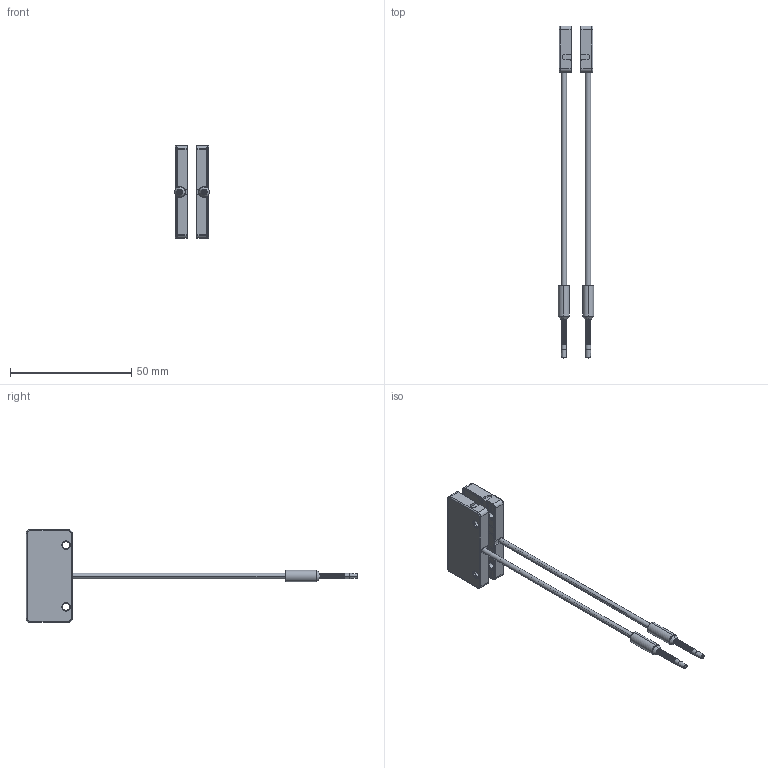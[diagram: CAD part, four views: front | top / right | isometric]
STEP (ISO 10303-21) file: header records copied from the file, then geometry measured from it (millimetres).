
FILE_DESCRIPTION((''),'2;1');
FILE_NAME('193378_ASM','2016-03-02T',('pdmadmin'),(''),'PRO/ENGINEER BY PARAMETRIC TECHNOLOGY CORPORATION, 2013230','PRO/ENGINEER BY PARAMETRIC TECHNOLOGY CORPORATION, 2013230','');
FILE_SCHEMA(('CONFIG_CONTROL_DESIGN'));
Products named in the file (8): 58157_AF0; 58160_AF0; 10143; FIBER_CORE_010_0-25; 112649; 94056_ASM; 94056_POTTING; 193378_ASM
Assembly tree (41 placements, depth 3):
  193378_ASM
    94056_ASM
      58157_AF0
      58160_AF0
      10143  x2
      FIBER_CORE_010_0-25  x32
      112649  x2
    94056_POTTING  x2
Bounding box: 14.6 x 136.68 x 38.1 mm (x, y, z)
Volume: 8934.3 mm3; surface area: 14524.1 mm2
Topology: 54 solids, 54 shells, 1671 faces, 4143 edges, 2628 vertices
Faces by surface type: plane 727, cylinder 462, cone 292, torus 182, bspline 6, sphere 2
Entity records: 36497 total; most frequent: CARTESIAN_POINT 6608, DIRECTION 6409, ORIENTED_EDGE 6070, EDGE_CURVE 3035, AXIS2_PLACEMENT_3D 2203, VECTOR 2003, LINE 2003, VERTEX_POINT 1942
